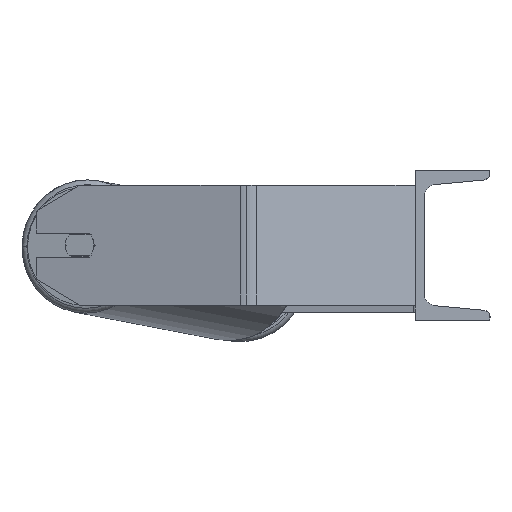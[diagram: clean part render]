
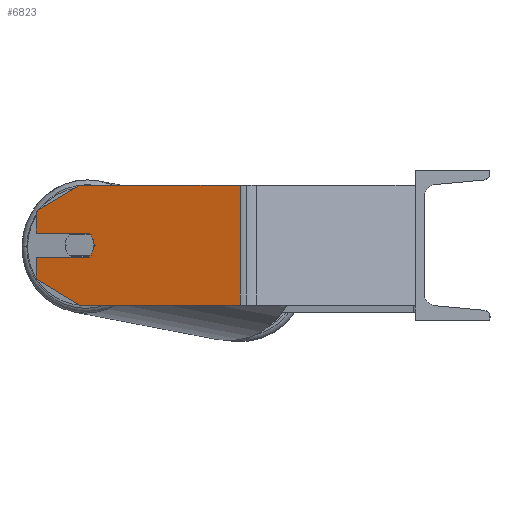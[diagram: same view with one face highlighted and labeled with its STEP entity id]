
A CAD part, left-side view. The second image highlights one B-rep face of the part: STEP entity #6823.
In plain terms, the highlighted planar face has unit normal (-0.966, 0.259, 0).
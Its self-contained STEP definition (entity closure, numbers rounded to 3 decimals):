
#64 = CARTESIAN_POINT ( 'NONE',  ( -598.796, 252.916, 40. ) ) ;
#67 = EDGE_CURVE ( 'NONE', #4797, #1125, #7577, .T. ) ;
#142 = VECTOR ( 'NONE', #643, 1000. ) ;
#204 = DIRECTION ( 'NONE',  ( -0.259, -0.966, 0. ) ) ;
#274 = VECTOR ( 'NONE', #5068, 1000. ) ;
#461 = CIRCLE ( 'NONE', #4767, 10. ) ;
#643 = DIRECTION ( 'NONE',  ( 0., 0., -1. ) ) ;
#1019 = VECTOR ( 'NONE', #8846, 1000. ) ;
#1082 = EDGE_CURVE ( 'NONE', #5020, #1510, #5638, .T. ) ;
#1125 = VERTEX_POINT ( 'NONE', #4959 ) ;
#1181 = CARTESIAN_POINT ( 'NONE',  ( -598.796, 252.916, 22.679 ) ) ;
#1296 = FACE_OUTER_BOUND ( 'NONE', #5619, .T. ) ;
#1387 = EDGE_CURVE ( 'NONE', #1986, #5020, #6137, .T. ) ;
#1437 = DIRECTION ( 'NONE',  ( 0.966, -0.259, 0. ) ) ;
#1510 = VERTEX_POINT ( 'NONE', #9115 ) ;
#1799 = ORIENTED_EDGE ( 'NONE', *, *, #7679, .F. ) ;
#1833 = AXIS2_PLACEMENT_3D ( 'NONE', #5657, #1437, #6688 ) ;
#1986 = VERTEX_POINT ( 'NONE', #6015 ) ;
#2196 = CARTESIAN_POINT ( 'NONE',  ( -606.56, 223.939, 0. ) ) ;
#2563 = CARTESIAN_POINT ( 'NONE',  ( -608.113, 218.143, 8. ) ) ;
#2741 = PLANE ( 'NONE',  #1833 ) ;
#2761 = EDGE_CURVE ( 'NONE', #2992, #2771, #4663, .T. ) ;
#2768 = CARTESIAN_POINT ( 'NONE',  ( -606.56, 223.939, -40. ) ) ;
#2771 = VERTEX_POINT ( 'NONE', #8154 ) ;
#2878 = EDGE_CURVE ( 'NONE', #2771, #1125, #7122, .T. ) ;
#2910 = EDGE_CURVE ( 'NONE', #1986, #4490, #9107, .T. ) ;
#2992 = VERTEX_POINT ( 'NONE', #6297 ) ;
#3103 = CARTESIAN_POINT ( 'NONE',  ( -598.796, 252.916, -22.679 ) ) ;
#3382 = CARTESIAN_POINT ( 'NONE',  ( -635.292, 116.71, 40. ) ) ;
#3482 = VECTOR ( 'NONE', #5470, 1000. ) ;
#3752 = EDGE_CURVE ( 'NONE', #4725, #4872, #8343, .T. ) ;
#4008 = CARTESIAN_POINT ( 'NONE',  ( -606.56, 223.939, 0. ) ) ;
#4013 = DIRECTION ( 'NONE',  ( 0.224, 0.837, -0.5 ) ) ;
#4020 = ORIENTED_EDGE ( 'NONE', *, *, #1387, .T. ) ;
#4305 = DIRECTION ( 'NONE',  ( -0.259, -0.966, 0. ) ) ;
#4490 = VERTEX_POINT ( 'NONE', #6982 ) ;
#4611 = ORIENTED_EDGE ( 'NONE', *, *, #67, .F. ) ;
#4663 = LINE ( 'NONE', #1181, #5601 ) ;
#4725 = VERTEX_POINT ( 'NONE', #3382 ) ;
#4767 = AXIS2_PLACEMENT_3D ( 'NONE', #2196, #8004, #8549 ) ;
#4797 = VERTEX_POINT ( 'NONE', #2563 ) ;
#4868 = CARTESIAN_POINT ( 'NONE',  ( -598.796, 252.916, -40. ) ) ;
#4872 = VERTEX_POINT ( 'NONE', #8485 ) ;
#4940 = CARTESIAN_POINT ( 'NONE',  ( -608.113, 218.143, -8. ) ) ;
#4959 = CARTESIAN_POINT ( 'NONE',  ( -598.796, 252.916, 8. ) ) ;
#5020 = VERTEX_POINT ( 'NONE', #3103 ) ;
#5068 = DIRECTION ( 'NONE',  ( 0., 0., -1. ) ) ;
#5229 = VECTOR ( 'NONE', #204, 1000. ) ;
#5365 = CIRCLE ( 'NONE', #7404, 10. ) ;
#5470 = DIRECTION ( 'NONE',  ( 0.259, 0.966, 0. ) ) ;
#5601 = VECTOR ( 'NONE', #4013, 1000. ) ;
#5619 = EDGE_LOOP ( 'NONE', ( #4020, #7041, #6060, #7313, #6101, #6917, #5967, #4611, #1799, #6836, #7322 ) ) ;
#5638 = LINE ( 'NONE', #2768, #7595 ) ;
#5657 = CARTESIAN_POINT ( 'NONE',  ( -598.796, 252.916, 40. ) ) ;
#5705 = DIRECTION ( 'NONE',  ( -0.259, -0.966, 0. ) ) ;
#5751 = CARTESIAN_POINT ( 'NONE',  ( -598.796, 252.916, 40. ) ) ;
#5944 = CARTESIAN_POINT ( 'NONE',  ( -609.149, 214.279, 0. ) ) ;
#5967 = ORIENTED_EDGE ( 'NONE', *, *, #2878, .T. ) ;
#6015 = CARTESIAN_POINT ( 'NONE',  ( -598.796, 252.916, -8. ) ) ;
#6060 = ORIENTED_EDGE ( 'NONE', *, *, #9037, .T. ) ;
#6101 = ORIENTED_EDGE ( 'NONE', *, *, #6580, .F. ) ;
#6137 = LINE ( 'NONE', #8799, #1019 ) ;
#6257 = EDGE_CURVE ( 'NONE', #4490, #7772, #5365, .T. ) ;
#6297 = CARTESIAN_POINT ( 'NONE',  ( -606.56, 223.939, 40. ) ) ;
#6375 = LINE ( 'NONE', #4868, #7407 ) ;
#6580 = EDGE_CURVE ( 'NONE', #2992, #4725, #8547, .T. ) ;
#6688 = DIRECTION ( 'NONE',  ( 0.259, 0.966, 0. ) ) ;
#6761 = DIRECTION ( 'NONE',  ( -0.259, -0.966, 0. ) ) ;
#6823 = ADVANCED_FACE ( 'NONE', ( #1296 ), #2741, .F. ) ;
#6836 = ORIENTED_EDGE ( 'NONE', *, *, #6257, .F. ) ;
#6909 = VECTOR ( 'NONE', #5705, 1000. ) ;
#6917 = ORIENTED_EDGE ( 'NONE', *, *, #2761, .T. ) ;
#6962 = CARTESIAN_POINT ( 'NONE',  ( -635.292, 116.71, 40. ) ) ;
#6982 = CARTESIAN_POINT ( 'NONE',  ( -608.113, 218.143, -8. ) ) ;
#7041 = ORIENTED_EDGE ( 'NONE', *, *, #1082, .T. ) ;
#7122 = LINE ( 'NONE', #5751, #274 ) ;
#7143 = DIRECTION ( 'NONE',  ( -0.224, -0.837, -0.5 ) ) ;
#7313 = ORIENTED_EDGE ( 'NONE', *, *, #3752, .F. ) ;
#7322 = ORIENTED_EDGE ( 'NONE', *, *, #2910, .F. ) ;
#7404 = AXIS2_PLACEMENT_3D ( 'NONE', #4008, #8053, #6761 ) ;
#7407 = VECTOR ( 'NONE', #4305, 1000. ) ;
#7577 = LINE ( 'NONE', #8314, #3482 ) ;
#7595 = VECTOR ( 'NONE', #7143, 1000. ) ;
#7679 = EDGE_CURVE ( 'NONE', #7772, #4797, #461, .T. ) ;
#7772 = VERTEX_POINT ( 'NONE', #5944 ) ;
#8004 = DIRECTION ( 'NONE',  ( -0.966, 0.259, 0. ) ) ;
#8053 = DIRECTION ( 'NONE',  ( -0.966, 0.259, 0. ) ) ;
#8154 = CARTESIAN_POINT ( 'NONE',  ( -598.796, 252.916, 22.679 ) ) ;
#8314 = CARTESIAN_POINT ( 'NONE',  ( -598.796, 252.916, 8. ) ) ;
#8343 = LINE ( 'NONE', #6962, #142 ) ;
#8485 = CARTESIAN_POINT ( 'NONE',  ( -635.292, 116.71, -40. ) ) ;
#8547 = LINE ( 'NONE', #64, #5229 ) ;
#8549 = DIRECTION ( 'NONE',  ( -0.259, -0.966, 0. ) ) ;
#8799 = CARTESIAN_POINT ( 'NONE',  ( -598.796, 252.916, 40. ) ) ;
#8846 = DIRECTION ( 'NONE',  ( 0., 0., -1. ) ) ;
#9037 = EDGE_CURVE ( 'NONE', #1510, #4872, #6375, .T. ) ;
#9107 = LINE ( 'NONE', #4940, #6909 ) ;
#9115 = CARTESIAN_POINT ( 'NONE',  ( -606.56, 223.939, -40. ) ) ;
